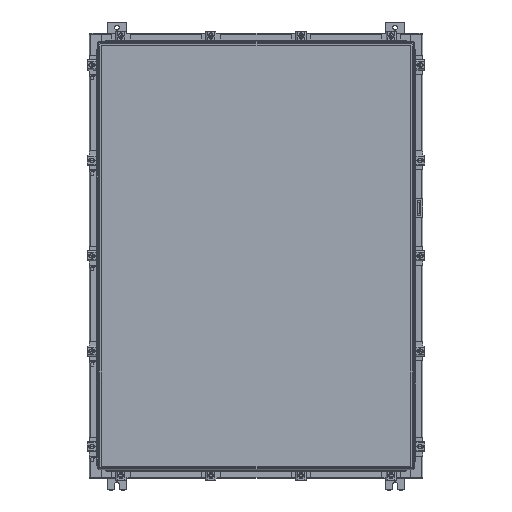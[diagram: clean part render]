
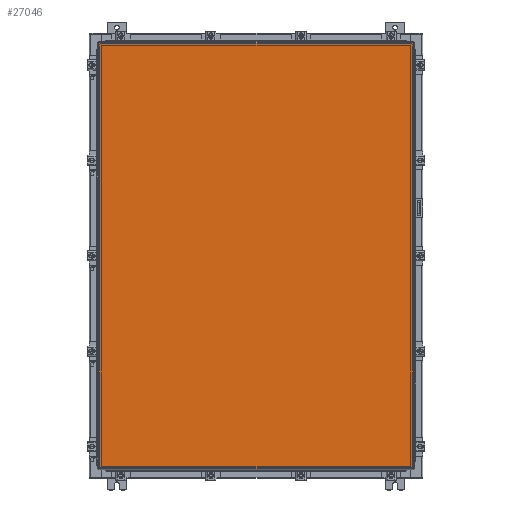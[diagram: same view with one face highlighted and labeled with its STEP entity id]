
A CAD part, top view. The second image highlights one B-rep face of the part: STEP entity #27046.
In plain terms, the highlighted planar face has unit normal (0, 0, 1).
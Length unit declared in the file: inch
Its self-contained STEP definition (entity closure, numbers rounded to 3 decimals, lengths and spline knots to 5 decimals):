
#446 = VECTOR ( 'NONE', #22501, 39.37008 ) ;
#447 = CARTESIAN_POINT ( 'NONE',  ( 16.9903, 23.0063, 0. ) ) ;
#1081 = FACE_OUTER_BOUND ( 'NONE', #26554, .T. ) ;
#1925 = ORIENTED_EDGE ( 'NONE', *, *, #11125, .T. ) ;
#3669 = VERTEX_POINT ( 'NONE', #12726 ) ;
#4100 = ORIENTED_EDGE ( 'NONE', *, *, #12973, .T. ) ;
#4800 = CARTESIAN_POINT ( 'NONE',  ( 16.9903, -23.0063, 0. ) ) ;
#5047 = CARTESIAN_POINT ( 'NONE',  ( -16.9903, 23.0063, 0. ) ) ;
#5448 = LINE ( 'NONE', #9866, #446 ) ;
#6632 = PLANE ( 'NONE',  #26754 ) ;
#6990 = EDGE_CURVE ( 'NONE', #3669, #12981, #15275, .T. ) ;
#7140 = DIRECTION ( 'NONE',  ( 0., -1., 0. ) ) ;
#7780 = ORIENTED_EDGE ( 'NONE', *, *, #25971, .T. ) ;
#8260 = VECTOR ( 'NONE', #23739, 39.37008 ) ;
#8756 = DIRECTION ( 'NONE',  ( -1., 0., 0. ) ) ;
#9866 = CARTESIAN_POINT ( 'NONE',  ( -16.9903, -23.0063, 0. ) ) ;
#10185 = CARTESIAN_POINT ( 'NONE',  ( -16.9903, -23.0063, 0. ) ) ;
#11125 = EDGE_CURVE ( 'NONE', #15305, #14246, #5448, .T. ) ;
#11324 = ORIENTED_EDGE ( 'NONE', *, *, #6990, .T. ) ;
#12726 = CARTESIAN_POINT ( 'NONE',  ( 16.9903, 23.0063, 0. ) ) ;
#12973 = EDGE_CURVE ( 'NONE', #12981, #15305, #15335, .T. ) ;
#12981 = VERTEX_POINT ( 'NONE', #23937 ) ;
#14111 = LINE ( 'NONE', #20659, #19732 ) ;
#14246 = VERTEX_POINT ( 'NONE', #4800 ) ;
#14302 = DIRECTION ( 'NONE',  ( 0., 1., 0. ) ) ;
#15275 = LINE ( 'NONE', #447, #8260 ) ;
#15305 = VERTEX_POINT ( 'NONE', #10185 ) ;
#15335 = LINE ( 'NONE', #5047, #25812 ) ;
#17119 = CARTESIAN_POINT ( 'NONE',  ( 0., 0., 0. ) ) ;
#19732 = VECTOR ( 'NONE', #14302, 39.37008 ) ;
#20659 = CARTESIAN_POINT ( 'NONE',  ( 16.9903, -23.0063, 0. ) ) ;
#21434 = DIRECTION ( 'NONE',  ( 0., 0., -1. ) ) ;
#22501 = DIRECTION ( 'NONE',  ( 1., 0., 0. ) ) ;
#23739 = DIRECTION ( 'NONE',  ( -1., 0., 0. ) ) ;
#23937 = CARTESIAN_POINT ( 'NONE',  ( -16.9903, 23.0063, 0. ) ) ;
#25812 = VECTOR ( 'NONE', #7140, 39.37008 ) ;
#25971 = EDGE_CURVE ( 'NONE', #14246, #3669, #14111, .T. ) ;
#26554 = EDGE_LOOP ( 'NONE', ( #1925, #7780, #11324, #4100 ) ) ;
#26754 = AXIS2_PLACEMENT_3D ( 'NONE', #17119, #21434, #8756 ) ;
#27046 = ADVANCED_FACE ( 'NONE', ( #1081 ), #6632, .F. ) ;
